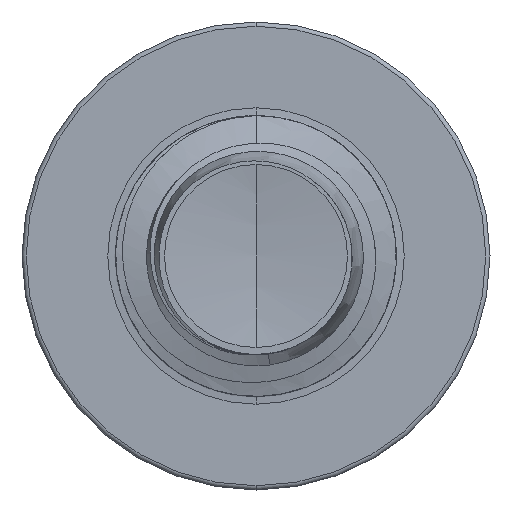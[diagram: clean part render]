
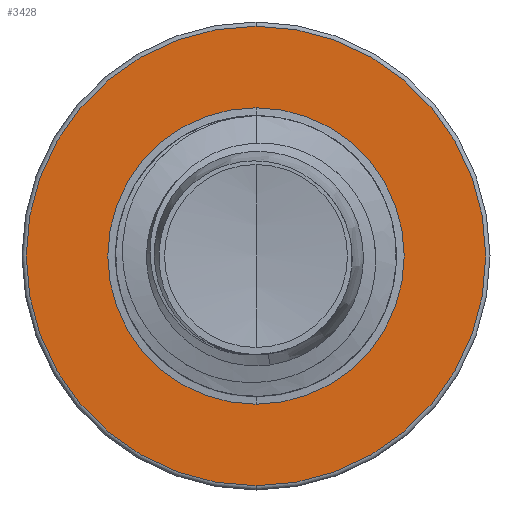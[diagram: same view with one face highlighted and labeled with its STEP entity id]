
A CAD part, front view. The second image highlights one B-rep face of the part: STEP entity #3428.
In plain terms, the highlighted planar face has unit normal (0, -1, 0).
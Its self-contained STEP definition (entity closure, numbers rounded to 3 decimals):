
#133 = ORIENTED_EDGE ( 'NONE', *, *, #18524, .F. ) ;
#275 = VERTEX_POINT ( 'NONE', #19316 ) ;
#859 = CARTESIAN_POINT ( 'NONE',  ( 0., 11., 0. ) ) ;
#1256 = CARTESIAN_POINT ( 'NONE',  ( 0., 11., -3.682 ) ) ;
#1358 = ORIENTED_EDGE ( 'NONE', *, *, #2891, .T. ) ;
#1477 = CARTESIAN_POINT ( 'NONE',  ( 0., 11., -2.375 ) ) ;
#2824 = DIRECTION ( 'NONE',  ( 0., 0., 1. ) ) ;
#2891 = EDGE_CURVE ( 'NONE', #275, #4474, #9458, .T. ) ;
#3428 = ADVANCED_FACE ( 'NONE', ( #22289, #22015 ), #5380, .F. ) ;
#3543 = CARTESIAN_POINT ( 'NONE',  ( 0., 11., 2.375 ) ) ;
#3648 = CARTESIAN_POINT ( 'NONE',  ( 0., 11., 3.683 ) ) ;
#3996 = CARTESIAN_POINT ( 'NONE',  ( 0., 11., 0. ) ) ;
#4277 = CARTESIAN_POINT ( 'NONE',  ( 0., 11., 0. ) ) ;
#4474 = VERTEX_POINT ( 'NONE', #3543 ) ;
#5380 = PLANE ( 'NONE',  #9291 ) ;
#5926 = DIRECTION ( 'NONE',  ( 0., 0., 1. ) ) ;
#6204 = DIRECTION ( 'NONE',  ( 0., 0., 1. ) ) ;
#7462 = ORIENTED_EDGE ( 'NONE', *, *, #15287, .T. ) ;
#8232 = AXIS2_PLACEMENT_3D ( 'NONE', #4277, #17707, #6204 ) ;
#8806 = VERTEX_POINT ( 'NONE', #3648 ) ;
#9291 = AXIS2_PLACEMENT_3D ( 'NONE', #1477, #22643, #11130 ) ;
#9458 = CIRCLE ( 'NONE', #16217, 2.375 ) ;
#9984 = AXIS2_PLACEMENT_3D ( 'NONE', #22885, #11369, #24783 ) ;
#10019 = ORIENTED_EDGE ( 'NONE', *, *, #14788, .F. ) ;
#11130 = DIRECTION ( 'NONE',  ( 0., 0., 1. ) ) ;
#11369 = DIRECTION ( 'NONE',  ( 0., 1., 0. ) ) ;
#11385 = CIRCLE ( 'NONE', #8232, 2.375 ) ;
#14320 = DIRECTION ( 'NONE',  ( 0., 1., 0. ) ) ;
#14788 = EDGE_CURVE ( 'NONE', #20212, #8806, #18936, .T. ) ;
#15287 = EDGE_CURVE ( 'NONE', #4474, #275, #11385, .T. ) ;
#15712 = EDGE_LOOP ( 'NONE', ( #7462, #1358 ) ) ;
#16217 = AXIS2_PLACEMENT_3D ( 'NONE', #859, #14320, #2824 ) ;
#17433 = DIRECTION ( 'NONE',  ( 0., 1., 0. ) ) ;
#17443 = EDGE_LOOP ( 'NONE', ( #133, #10019 ) ) ;
#17707 = DIRECTION ( 'NONE',  ( 0., 1., 0. ) ) ;
#18524 = EDGE_CURVE ( 'NONE', #8806, #20212, #22186, .T. ) ;
#18936 = CIRCLE ( 'NONE', #9984, 3.683 ) ;
#19316 = CARTESIAN_POINT ( 'NONE',  ( 0., 11., -2.375 ) ) ;
#20212 = VERTEX_POINT ( 'NONE', #1256 ) ;
#20957 = AXIS2_PLACEMENT_3D ( 'NONE', #3996, #17433, #5926 ) ;
#22015 = FACE_BOUND ( 'NONE', #15712, .T. ) ;
#22186 = CIRCLE ( 'NONE', #20957, 3.683 ) ;
#22289 = FACE_OUTER_BOUND ( 'NONE', #17443, .T. ) ;
#22643 = DIRECTION ( 'NONE',  ( 0., 1., 0. ) ) ;
#22885 = CARTESIAN_POINT ( 'NONE',  ( 0., 11., 0. ) ) ;
#24783 = DIRECTION ( 'NONE',  ( 0., 0., 1. ) ) ;
